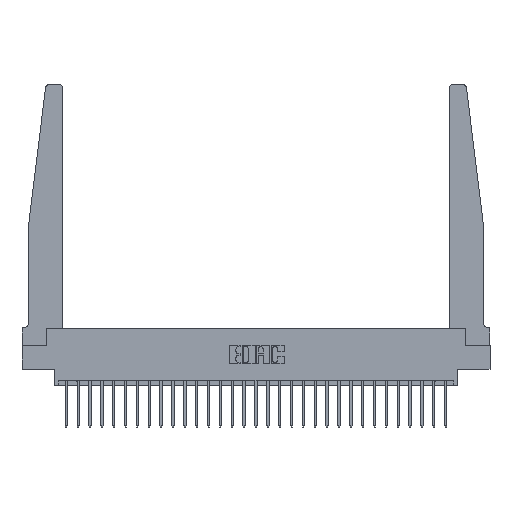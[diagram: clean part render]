
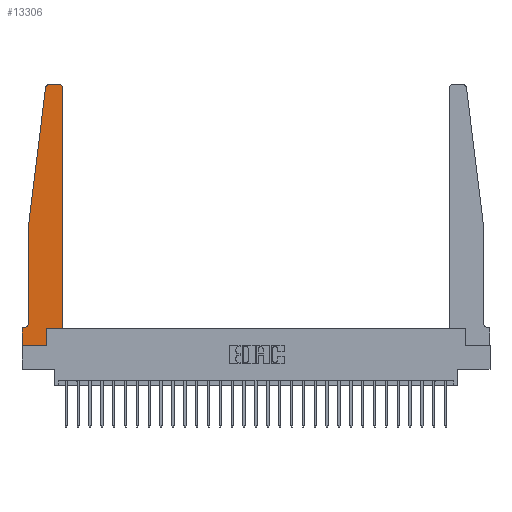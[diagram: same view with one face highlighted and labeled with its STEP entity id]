
A CAD part, top view. The second image highlights one B-rep face of the part: STEP entity #13306.
In plain terms, the highlighted planar face has unit normal (0, 0, 1).
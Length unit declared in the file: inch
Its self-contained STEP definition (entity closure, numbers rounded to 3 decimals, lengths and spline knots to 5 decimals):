
#208 = CARTESIAN_POINT ( 'NONE',  ( 0., 0.1875, 0.37 ) ) ;
#416 = EDGE_CURVE ( 'NONE', #8244, #1646, #12445, .T. ) ;
#429 = EDGE_CURVE ( 'NONE', #18548, #17374, #5910, .T. ) ;
#585 = ORIENTED_EDGE ( 'NONE', *, *, #19413, .T. ) ;
#803 = CARTESIAN_POINT ( 'NONE',  ( 0.2605, 0.18, 0.37 ) ) ;
#989 = CARTESIAN_POINT ( 'NONE',  ( 0.395, 2.72, 0.37 ) ) ;
#1587 = VECTOR ( 'NONE', #14333, 39.37008 ) ;
#1646 = VERTEX_POINT ( 'NONE', #24558 ) ;
#1677 = EDGE_CURVE ( 'NONE', #26993, #4180, #26834, .T. ) ;
#1694 = CARTESIAN_POINT ( 'NONE',  ( 0.065, 1.25, 0.37 ) ) ;
#2787 = VECTOR ( 'NONE', #13178, 39.37008 ) ;
#2938 = CARTESIAN_POINT ( 'NONE',  ( 0.015, 0.1875, 0.37 ) ) ;
#3093 = DIRECTION ( 'NONE',  ( 0., -1., 0. ) ) ;
#3287 = ORIENTED_EDGE ( 'NONE', *, *, #13509, .T. ) ;
#3361 = VECTOR ( 'NONE', #8829, 39.37008 ) ;
#3587 = VERTEX_POINT ( 'NONE', #3611 ) ;
#3611 = CARTESIAN_POINT ( 'NONE',  ( 0.425, 2.72, 0.37 ) ) ;
#3653 = EDGE_LOOP ( 'NONE', ( #21559, #9213, #9777, #19712, #585, #26622, #3287, #13740, #18209, #19489, #8805, #15600 ) ) ;
#3992 = CIRCLE ( 'NONE', #20334, 0.03 ) ;
#4052 = VERTEX_POINT ( 'NONE', #26322 ) ;
#4180 = VERTEX_POINT ( 'NONE', #17494 ) ;
#4327 = DIRECTION ( 'NONE',  ( 0., 0., 1. ) ) ;
#4782 = AXIS2_PLACEMENT_3D ( 'NONE', #8904, #21709, #10921 ) ;
#5727 = CARTESIAN_POINT ( 'NONE',  ( 0., 0., 0.37 ) ) ;
#5806 = CARTESIAN_POINT ( 'NONE',  ( 0.015, 0.2375, 0.37 ) ) ;
#5910 = LINE ( 'NONE', #22832, #19454 ) ;
#5946 = VECTOR ( 'NONE', #14465, 39.37008 ) ;
#6080 = DIRECTION ( 'NONE',  ( 0., 0., -1. ) ) ;
#6205 = CARTESIAN_POINT ( 'NONE',  ( 0.065, 1.25, 0.37 ) ) ;
#6339 = LINE ( 'NONE', #6205, #5946 ) ;
#7577 = DIRECTION ( 'NONE',  ( 0., -1., 0. ) ) ;
#7622 = CARTESIAN_POINT ( 'NONE',  ( 0., 0.1875, 0.37 ) ) ;
#7911 = CARTESIAN_POINT ( 'NONE',  ( 0.2605, 0.18, 0.37 ) ) ;
#8244 = VERTEX_POINT ( 'NONE', #22162 ) ;
#8557 = CARTESIAN_POINT ( 'NONE',  ( 0.425, 0.18, 0.37 ) ) ;
#8738 = LINE ( 'NONE', #13318, #2787 ) ;
#8805 = ORIENTED_EDGE ( 'NONE', *, *, #27496, .T. ) ;
#8807 = EDGE_CURVE ( 'NONE', #4052, #14061, #19515, .T. ) ;
#8829 = DIRECTION ( 'NONE',  ( -1., 0., 0. ) ) ;
#8904 = CARTESIAN_POINT ( 'NONE',  ( 0.27653, 2.72, 0.37 ) ) ;
#9213 = ORIENTED_EDGE ( 'NONE', *, *, #9605, .T. ) ;
#9362 = DIRECTION ( 'NONE',  ( 1., 0., 0. ) ) ;
#9605 = EDGE_CURVE ( 'NONE', #14061, #19709, #11612, .T. ) ;
#9777 = ORIENTED_EDGE ( 'NONE', *, *, #27380, .T. ) ;
#9898 = DIRECTION ( 'NONE',  ( -1., 0., 0. ) ) ;
#10181 = AXIS2_PLACEMENT_3D ( 'NONE', #208, #4327, #13009 ) ;
#10316 = DIRECTION ( 'NONE',  ( 1., 0., 0. ) ) ;
#10859 = LINE ( 'NONE', #8557, #18545 ) ;
#10921 = DIRECTION ( 'NONE',  ( 1., 0., 0. ) ) ;
#11225 = EDGE_CURVE ( 'NONE', #1646, #22553, #12322, .T. ) ;
#11293 = AXIS2_PLACEMENT_3D ( 'NONE', #5806, #6080, #18894 ) ;
#11401 = CARTESIAN_POINT ( 'NONE',  ( 0.25, 2.75, 0.37 ) ) ;
#11612 = CIRCLE ( 'NONE', #4782, 0.03 ) ;
#11674 = CARTESIAN_POINT ( 'NONE',  ( 0.27653, 2.75, 0.37 ) ) ;
#12322 = LINE ( 'NONE', #7911, #1587 ) ;
#12399 = LINE ( 'NONE', #5727, #27929 ) ;
#12445 = LINE ( 'NONE', #14176, #15822 ) ;
#13009 = DIRECTION ( 'NONE',  ( 1., 0., 0. ) ) ;
#13178 = DIRECTION ( 'NONE',  ( 0., 1., 0. ) ) ;
#13306 = ADVANCED_FACE ( 'NONE', ( #23804 ), #23951, .T. ) ;
#13318 = CARTESIAN_POINT ( 'NONE',  ( 0.425, 0.18, 0.37 ) ) ;
#13509 = EDGE_CURVE ( 'NONE', #17374, #8244, #12399, .T. ) ;
#13740 = ORIENTED_EDGE ( 'NONE', *, *, #416, .T. ) ;
#13942 = DIRECTION ( 'NONE',  ( 0., 0., 1. ) ) ;
#14061 = VERTEX_POINT ( 'NONE', #11674 ) ;
#14176 = CARTESIAN_POINT ( 'NONE',  ( 0., 0., 0.37 ) ) ;
#14333 = DIRECTION ( 'NONE',  ( 0., 1., 0. ) ) ;
#14465 = DIRECTION ( 'NONE',  ( -0.122, -0.992, 0. ) ) ;
#15600 = ORIENTED_EDGE ( 'NONE', *, *, #19221, .T. ) ;
#15822 = VECTOR ( 'NONE', #10316, 39.37008 ) ;
#16729 = CIRCLE ( 'NONE', #11293, 0.05 ) ;
#17374 = VERTEX_POINT ( 'NONE', #7622 ) ;
#17494 = CARTESIAN_POINT ( 'NONE',  ( 0.065, 0.2375, 0.37 ) ) ;
#18209 = ORIENTED_EDGE ( 'NONE', *, *, #11225, .T. ) ;
#18470 = CARTESIAN_POINT ( 'NONE',  ( 0.425, 0.18, 0.37 ) ) ;
#18545 = VECTOR ( 'NONE', #26222, 39.37008 ) ;
#18548 = VERTEX_POINT ( 'NONE', #2938 ) ;
#18894 = DIRECTION ( 'NONE',  ( -1., 0., 0. ) ) ;
#19221 = EDGE_CURVE ( 'NONE', #3587, #4052, #3992, .T. ) ;
#19293 = VERTEX_POINT ( 'NONE', #18470 ) ;
#19413 = EDGE_CURVE ( 'NONE', #4180, #18548, #16729, .T. ) ;
#19454 = VECTOR ( 'NONE', #9898, 39.37008 ) ;
#19489 = ORIENTED_EDGE ( 'NONE', *, *, #20330, .T. ) ;
#19515 = LINE ( 'NONE', #11401, #3361 ) ;
#19709 = VERTEX_POINT ( 'NONE', #22707 ) ;
#19712 = ORIENTED_EDGE ( 'NONE', *, *, #1677, .T. ) ;
#20142 = CARTESIAN_POINT ( 'NONE',  ( 0.065, 1.25, 0.37 ) ) ;
#20330 = EDGE_CURVE ( 'NONE', #22553, #19293, #10859, .T. ) ;
#20334 = AXIS2_PLACEMENT_3D ( 'NONE', #989, #13942, #9362 ) ;
#21559 = ORIENTED_EDGE ( 'NONE', *, *, #8807, .T. ) ;
#21709 = DIRECTION ( 'NONE',  ( 0., 0., 1. ) ) ;
#22162 = CARTESIAN_POINT ( 'NONE',  ( 0., 0., 0.37 ) ) ;
#22553 = VERTEX_POINT ( 'NONE', #803 ) ;
#22707 = CARTESIAN_POINT ( 'NONE',  ( 0.24675, 2.72367, 0.37 ) ) ;
#22832 = CARTESIAN_POINT ( 'NONE',  ( 0.065, 0.1875, 0.37 ) ) ;
#23804 = FACE_OUTER_BOUND ( 'NONE', #3653, .T. ) ;
#23951 = PLANE ( 'NONE',  #10181 ) ;
#24558 = CARTESIAN_POINT ( 'NONE',  ( 0.2605, 0., 0.37 ) ) ;
#26222 = DIRECTION ( 'NONE',  ( 1., 0., 0. ) ) ;
#26322 = CARTESIAN_POINT ( 'NONE',  ( 0.395, 2.75, 0.37 ) ) ;
#26622 = ORIENTED_EDGE ( 'NONE', *, *, #429, .T. ) ;
#26834 = LINE ( 'NONE', #20142, #27007 ) ;
#26993 = VERTEX_POINT ( 'NONE', #1694 ) ;
#27007 = VECTOR ( 'NONE', #3093, 39.37008 ) ;
#27380 = EDGE_CURVE ( 'NONE', #19709, #26993, #6339, .T. ) ;
#27496 = EDGE_CURVE ( 'NONE', #19293, #3587, #8738, .T. ) ;
#27929 = VECTOR ( 'NONE', #7577, 39.37008 ) ;
